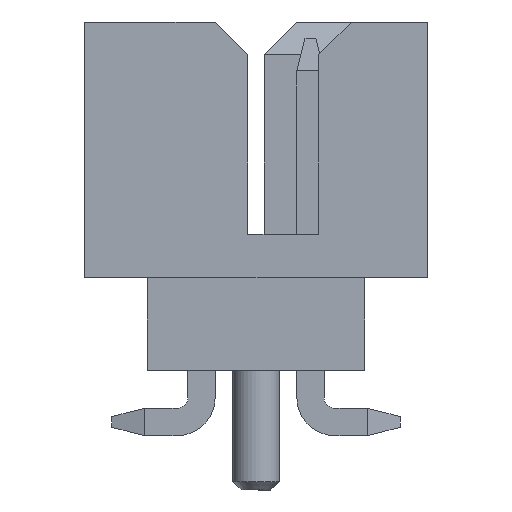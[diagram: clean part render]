
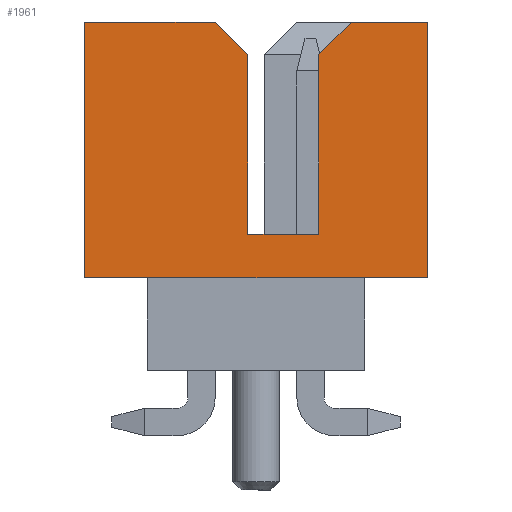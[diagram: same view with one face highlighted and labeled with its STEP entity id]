
A CAD part, left-side view. The second image highlights one B-rep face of the part: STEP entity #1961.
In plain terms, the highlighted planar face has unit normal (-1, 0, 0).
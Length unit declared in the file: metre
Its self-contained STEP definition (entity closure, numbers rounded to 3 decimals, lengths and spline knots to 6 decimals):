
#1961=ADVANCED_FACE('2:155',(#2991),#2992,.T.);
#2991=FACE_OUTER_BOUND('',#5778,.T.);
#2992=PLANE('',#5779);
#5778=EDGE_LOOP('',(#7098,#7099,#7100,#7101,#7102,#7103,#7104,#7105,#7106,#7107));
#5779=AXIS2_PLACEMENT_3D('',#7108,#7109,#7110);
#7098=ORIENTED_EDGE('',*,*,#9420,.F.);
#7099=ORIENTED_EDGE('',*,*,#9419,.T.);
#7100=ORIENTED_EDGE('',*,*,#9421,.T.);
#7101=ORIENTED_EDGE('',*,*,#9422,.F.);
#7102=ORIENTED_EDGE('',*,*,#9423,.F.);
#7103=ORIENTED_EDGE('',*,*,#9424,.T.);
#7104=ORIENTED_EDGE('',*,*,#9425,.T.);
#7105=ORIENTED_EDGE('',*,*,#9426,.T.);
#7106=ORIENTED_EDGE('',*,*,#9427,.F.);
#7107=ORIENTED_EDGE('',*,*,#9428,.T.);
#7108=CARTESIAN_POINT('',(-0.008325,0.0032,-0.00315));
#7109=DIRECTION('',(-1.0,0.0,0.0));
#7110=DIRECTION('',(0.0,0.0,1.0));
#9419=EDGE_CURVE('2:1739',#11872,#11876,#11878,.T.);
#9420=EDGE_CURVE('2:1742',#11872,#11879,#11880,.T.);
#9421=EDGE_CURVE('2:1745',#11876,#11881,#11882,.T.);
#9422=EDGE_CURVE('2:1748',#11883,#11881,#11884,.T.);
#9423=EDGE_CURVE('2:1751',#11885,#11883,#11886,.T.);
#9424=EDGE_CURVE('2:1754',#11885,#11887,#11888,.T.);
#9425=EDGE_CURVE('2:1757',#11887,#11889,#11890,.T.);
#9426=EDGE_CURVE('2:1760',#11889,#11891,#11892,.T.);
#9427=EDGE_CURVE('2:1763',#11893,#11891,#11894,.T.);
#9428=EDGE_CURVE('2:1766',#11893,#11879,#11895,.T.);
#11872=VERTEX_POINT('',#13165);
#11876=VERTEX_POINT('',#13171);
#11878=LINE('',#13174,#13175);
#11879=VERTEX_POINT('',#13176);
#11880=LINE('',#13177,#13178);
#11881=VERTEX_POINT('',#13179);
#11882=LINE('',#13180,#13181);
#11883=VERTEX_POINT('',#13182);
#11884=LINE('',#13183,#13184);
#11885=VERTEX_POINT('',#13185);
#11886=LINE('',#13186,#13187);
#11887=VERTEX_POINT('',#13188);
#11888=LINE('',#13189,#13190);
#11889=VERTEX_POINT('',#13191);
#11890=LINE('',#13192,#13193);
#11891=VERTEX_POINT('',#13194);
#11892=LINE('',#13195,#13196);
#11893=VERTEX_POINT('',#13197);
#11894=LINE('',#13198,#13199);
#11895=LINE('',#13200,#13201);
#13165=CARTESIAN_POINT('',(-0.008325,0.0032,-0.00315));
#13171=CARTESIAN_POINT('',(-0.008325,-0.0015,-0.00315));
#13174=CARTESIAN_POINT('',(-0.008325,0.0032,-0.00315));
#13175=VECTOR('',#13764,1.0);
#13176=CARTESIAN_POINT('',(-0.008325,0.0032,-0.00075));
#13177=CARTESIAN_POINT('',(-0.008325,0.0032,-0.00315));
#13178=VECTOR('',#13765,1.0);
#13179=CARTESIAN_POINT('',(-0.008325,-0.0015,0.00315));
#13180=CARTESIAN_POINT('',(-0.008325,-0.0015,-0.00315));
#13181=VECTOR('',#13766,1.0);
#13182=CARTESIAN_POINT('',(-0.008325,0.0032,0.00315));
#13183=CARTESIAN_POINT('',(-0.008325,0.0032,0.00315));
#13184=VECTOR('',#13767,1.0);
#13185=CARTESIAN_POINT('',(-0.008325,0.0032,0.00175));
#13186=CARTESIAN_POINT('',(-0.008325,0.0032,0.00175));
#13187=VECTOR('',#13768,1.0);
#13188=CARTESIAN_POINT('',(-0.008325,0.0026,0.00115));
#13189=CARTESIAN_POINT('',(-0.008325,0.0032,0.00175));
#13190=VECTOR('',#13769,1.0);
#13191=CARTESIAN_POINT('',(-0.008325,-0.0007,0.00115));
#13192=CARTESIAN_POINT('',(-0.008325,0.0026,0.00115));
#13193=VECTOR('',#13770,1.0);
#13194=CARTESIAN_POINT('',(-0.008325,-0.0007,-0.00015));
#13195=CARTESIAN_POINT('',(-0.008325,-0.0007,0.00115));
#13196=VECTOR('',#13771,1.0);
#13197=CARTESIAN_POINT('',(-0.008325,0.0026,-0.00015));
#13198=CARTESIAN_POINT('',(-0.008325,0.0026,-0.00015));
#13199=VECTOR('',#13772,1.0);
#13200=CARTESIAN_POINT('',(-0.008325,0.0026,-0.00015));
#13201=VECTOR('',#13773,1.0);
#13764=DIRECTION('',(0.0,-1.0,0.0));
#13765=DIRECTION('',(0.0,0.0,1.0));
#13766=DIRECTION('',(0.0,0.0,1.0));
#13767=DIRECTION('',(0.0,-1.0,0.0));
#13768=DIRECTION('',(0.0,0.0,1.0));
#13769=DIRECTION('',(0.0,-0.707,-0.707));
#13770=DIRECTION('',(0.0,-1.0,0.0));
#13771=DIRECTION('',(0.0,0.0,-1.0));
#13772=DIRECTION('',(0.0,-1.0,0.0));
#13773=DIRECTION('',(0.0,0.707,-0.707));
